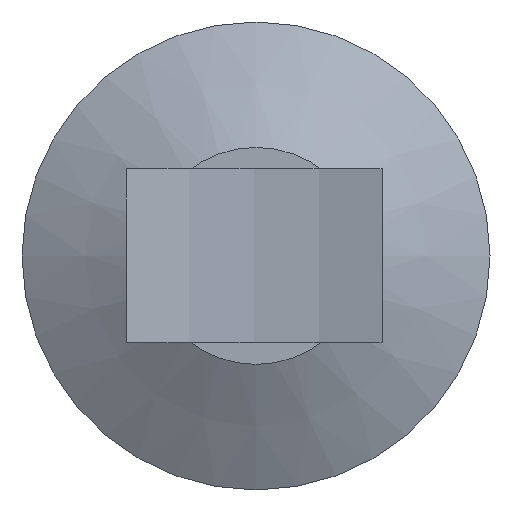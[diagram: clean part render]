
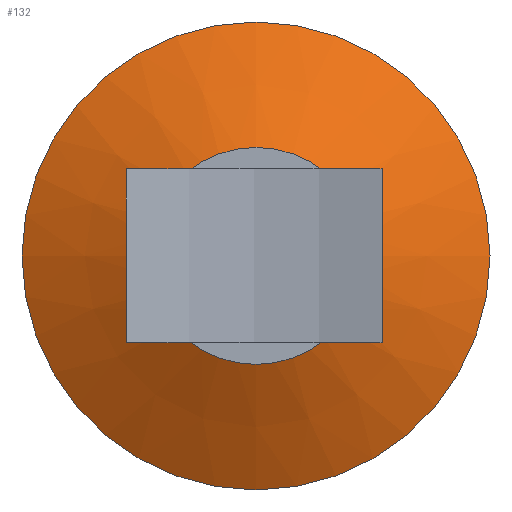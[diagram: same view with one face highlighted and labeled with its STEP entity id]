
A CAD part, top view. The second image highlights one B-rep face of the part: STEP entity #132.
In plain terms, the highlighted conical face has half-angle 62.853 degrees and reference radius 8.222 mm.
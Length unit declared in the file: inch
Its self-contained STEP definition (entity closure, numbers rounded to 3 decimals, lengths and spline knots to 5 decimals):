
#96=CONICAL_SURFACE('',#390,0.32371,62.853);
#105=FACE_BOUND('',#178,.T.);
#106=FACE_BOUND('',#179,.T.);
#111=CIRCLE('',#380,0.15008);
#115=CIRCLE('',#388,0.32371);
#132=ADVANCED_FACE('',(#105,#106),#96,.T.);
#178=EDGE_LOOP('',(#248));
#179=EDGE_LOOP('',(#249));
#248=ORIENTED_EDGE('',*,*,#305,.T.);
#249=ORIENTED_EDGE('',*,*,#309,.F.);
#270=VERTEX_POINT('',#532);
#274=VERTEX_POINT('',#544);
#305=EDGE_CURVE('',#270,#270,#111,.T.);
#309=EDGE_CURVE('',#274,#274,#115,.T.);
#380=AXIS2_PLACEMENT_3D('',#531,#447,#448);
#388=AXIS2_PLACEMENT_3D('',#543,#463,#464);
#390=AXIS2_PLACEMENT_3D('',#546,#467,#468);
#447=DIRECTION('',(0.,0.,-1.));
#448=DIRECTION('',(-1.,0.,0.));
#463=DIRECTION('',(0.,0.,-1.));
#464=DIRECTION('',(-1.,0.,0.));
#467=DIRECTION('',(0.,0.,-1.));
#468=DIRECTION('',(-1.,0.,0.));
#531=CARTESIAN_POINT('',(0.00249,0.,0.02033));
#532=CARTESIAN_POINT('',(-0.14759,0.,0.02033));
#543=CARTESIAN_POINT('',(0.00249,0.,-0.0687));
#544=CARTESIAN_POINT('',(-0.32122,0.,-0.0687));
#546=CARTESIAN_POINT('',(0.00249,0.,-0.0687));
